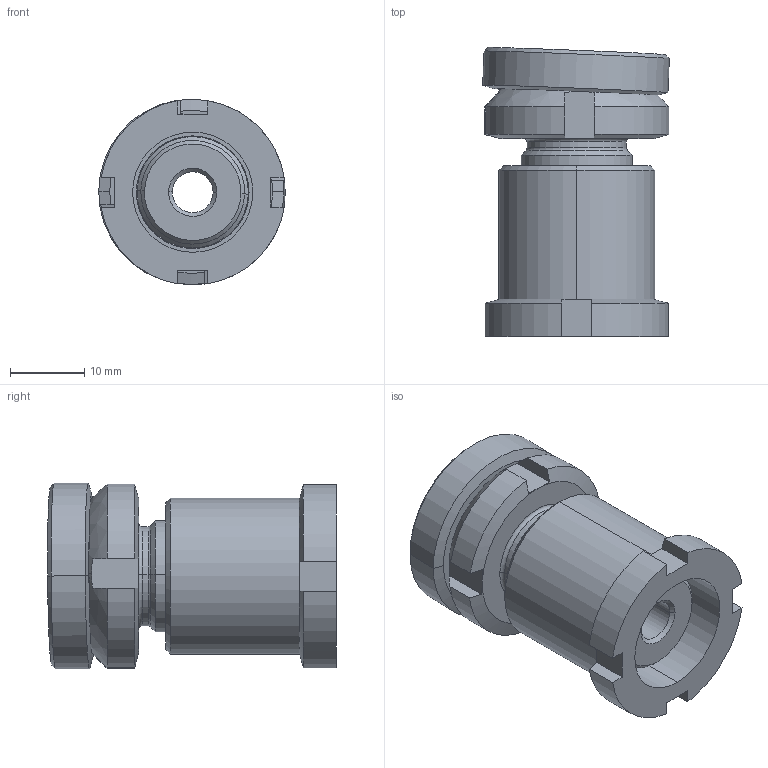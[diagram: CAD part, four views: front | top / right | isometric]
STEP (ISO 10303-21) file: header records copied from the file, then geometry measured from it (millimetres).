
FILE_DESCRIPTION (( 'STEP AP214' ), '1' );
FILE_NAME ('KVS 15-5.5 0-0.STEP', '2015-10-09T10:40:14', ( '' ), ( '' ), 'SwSTEP 2.0', 'SolidWorks 2015', '' );
FILE_SCHEMA (( 'AUTOMOTIVE_DESIGN' ));
Length unit declared in the file: millimetre
Products named in the file (4): HVS 15 2-0 A1; KVS 15-5.5 0-0; KVS 15-5.5 1-0 A1; KAS 15 2-0 A1
Assembly tree (3 placements, depth 2):
  KVS 15-5.5 0-0
    HVS 15 2-0 A1
    KAS 15 2-0 A1
    KVS 15-5.5 1-0 A1
Bounding box: 25.16 x 38.95 x 25.03 mm (x, y, z)
Volume: 12370.7 mm3; surface area: 7829.2 mm2
Topology: 3 solids, 3 shells, 113 faces, 256 edges, 154 vertices
Faces by surface type: plane 35, cone 34, cylinder 32, torus 10, sphere 2
Entity records: 3426 total; most frequent: CARTESIAN_POINT 649, DIRECTION 592, ORIENTED_EDGE 512, EDGE_CURVE 256, AXIS2_PLACEMENT_3D 249, VERTEX_POINT 154, CIRCLE 130, EDGE_LOOP 124
